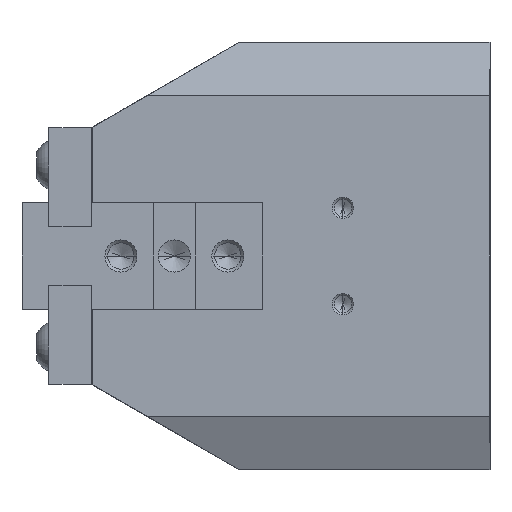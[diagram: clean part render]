
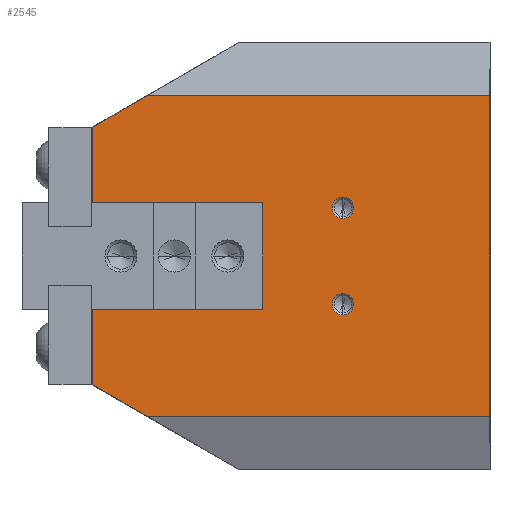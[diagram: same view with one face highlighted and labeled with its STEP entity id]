
A CAD part, left-side view. The second image highlights one B-rep face of the part: STEP entity #2545.
In plain terms, the highlighted planar face has unit normal (-1, 0, 0).
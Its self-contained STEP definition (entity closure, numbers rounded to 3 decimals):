
#1573 = EDGE_CURVE( '', #2721, #1915, #4556, .T. );
#1717 = VERTEX_POINT( '', #4722 );
#1719 = EDGE_CURVE( '', #2703, #4221, #4724, .T. );
#1915 = VERTEX_POINT( '', #4937 );
#1923 = VERTEX_POINT( '', #4945 );
#2325 = EDGE_CURVE( '', #2699, #2747, #5400, .T. );
#2545 = ADVANCED_FACE( '', ( #5643, #5644, #5645 ), #5646, .T. );
#2581 = EDGE_CURVE( '', #1923, #3605, #5686, .T. );
#2591 = VERTEX_POINT( '', #5698 );
#2599 = EDGE_CURVE( '', #4221, #1717, #5706, .T. );
#2653 = EDGE_CURVE( '', #1923, #3289, #5764, .T. );
#2669 = VERTEX_POINT( '', #5781 );
#2699 = VERTEX_POINT( '', #5816 );
#2703 = VERTEX_POINT( '', #5821 );
#2721 = VERTEX_POINT( '', #5842 );
#2747 = VERTEX_POINT( '', #5872 );
#2817 = EDGE_CURVE( '', #3059, #3289, #5951, .T. );
#2835 = EDGE_CURVE( '', #1915, #2721, #5972, .T. );
#3059 = VERTEX_POINT( '', #6226 );
#3289 = VERTEX_POINT( '', #6479 );
#3495 = VERTEX_POINT( '', #6703 );
#3605 = VERTEX_POINT( '', #6830 );
#3711 = EDGE_CURVE( '', #3605, #3495, #6946, .T. );
#4039 = EDGE_CURVE( '', #3495, #2591, #7306, .T. );
#4219 = EDGE_CURVE( '', #1717, #3059, #7509, .T. );
#4221 = VERTEX_POINT( '', #7511 );
#4237 = EDGE_CURVE( '', #2591, #2669, #7527, .T. );
#4377 = EDGE_CURVE( '', #2669, #2703, #7684, .T. );
#4415 = EDGE_CURVE( '', #2747, #2699, #7724, .T. );
#4556 = CIRCLE( '', #7891, 2. );
#4722 = CARTESIAN_POINT( '', ( -49.5, 74.4, -10. ) );
#4724 = LINE( '', #8124, #8125 );
#4937 = CARTESIAN_POINT( '', ( -49.5, 27.5, -11. ) );
#4945 = CARTESIAN_POINT( '', ( -49.5, 0., -30. ) );
#5400 = CIRCLE( '', #9044, 2. );
#5643 = FACE_OUTER_BOUND( '', #9389, .T. );
#5644 = FACE_BOUND( '', #9390, .T. );
#5645 = FACE_BOUND( '', #9391, .T. );
#5646 = PLANE( '', #9392 );
#5686 = LINE( '', #9444, #9445 );
#5698 = CARTESIAN_POINT( '', ( -49.5, 74.4, 24.058 ) );
#5706 = LINE( '', #9472, #9473 );
#5764 = LINE( '', #9552, #9553 );
#5781 = CARTESIAN_POINT( '', ( -49.5, 74.4, 10. ) );
#5816 = CARTESIAN_POINT( '', ( -49.5, 27.5, 7. ) );
#5821 = CARTESIAN_POINT( '', ( -49.5, 42.5, 10. ) );
#5842 = CARTESIAN_POINT( '', ( -49.5, 27.5, -7. ) );
#5872 = CARTESIAN_POINT( '', ( -49.5, 27.5, 11. ) );
#5951 = LINE( '', #9794, #9795 );
#5972 = CIRCLE( '', #9821, 2. );
#6226 = CARTESIAN_POINT( '', ( -49.5, 74.4, -24.058 ) );
#6479 = CARTESIAN_POINT( '', ( -49.5, 64.108, -30. ) );
#6703 = CARTESIAN_POINT( '', ( -49.5, 64.108, 30. ) );
#6830 = CARTESIAN_POINT( '', ( -49.5, 0., 30. ) );
#6946 = LINE( '', #11157, #11158 );
#7306 = LINE( '', #11663, #11664 );
#7509 = LINE( '', #11941, #11942 );
#7511 = CARTESIAN_POINT( '', ( -49.5, 42.5, -10. ) );
#7527 = LINE( '', #11967, #11968 );
#7684 = LINE( '', #12191, #12192 );
#7724 = CIRCLE( '', #12255, 2. );
#7891 = AXIS2_PLACEMENT_3D( '', #12415, #12416, #12417 );
#8124 = CARTESIAN_POINT( '', ( -49.5, 42.5, 20. ) );
#8125 = VECTOR( '', #12637, 1. );
#9044 = AXIS2_PLACEMENT_3D( '', #13409, #13410, #13411 );
#9389 = EDGE_LOOP( '', ( #13690, #13691, #13692, #13693, #13694, #13695, #13696, #13697, #13698, #13699 ) );
#9390 = EDGE_LOOP( '', ( #13700, #13701 ) );
#9391 = EDGE_LOOP( '', ( #13702, #13703 ) );
#9392 = AXIS2_PLACEMENT_3D( '', #13704, #13705, #13706 );
#9444 = CARTESIAN_POINT( '', ( -49.5, 0., -30. ) );
#9445 = VECTOR( '', #13756, 1. );
#9472 = CARTESIAN_POINT( '', ( -49.5, 21.25, -10. ) );
#9473 = VECTOR( '', #13783, 1. );
#9552 = CARTESIAN_POINT( '', ( -49.5, 0., -30. ) );
#9553 = VECTOR( '', #13835, 1. );
#9794 = CARTESIAN_POINT( '', ( -49.5, 58.254, -33.38 ) );
#9795 = VECTOR( '', #14059, 1. );
#9821 = AXIS2_PLACEMENT_3D( '', #14087, #14088, #14089 );
#11157 = CARTESIAN_POINT( '', ( -49.5, 0., 30. ) );
#11158 = VECTOR( '', #15117, 1. );
#11663 = CARTESIAN_POINT( '', ( -49.5, 31.407, 48.88 ) );
#11664 = VECTOR( '', #15498, 1. );
#11941 = CARTESIAN_POINT( '', ( -49.5, 74.4, 27.5 ) );
#11942 = VECTOR( '', #15752, 1. );
#11967 = CARTESIAN_POINT( '', ( -49.5, 74.4, 27.5 ) );
#11968 = VECTOR( '', #15756, 1. );
#12191 = CARTESIAN_POINT( '', ( -49.5, 37.25, 10. ) );
#12192 = VECTOR( '', #15959, 1. );
#12255 = AXIS2_PLACEMENT_3D( '', #16001, #16002, #16003 );
#12415 = CARTESIAN_POINT( '', ( -49.5, 27.5, -9. ) );
#12416 = DIRECTION( '', ( 1., 0., 0. ) );
#12417 = DIRECTION( '', ( 0., 0., -1. ) );
#12637 = DIRECTION( '', ( 0., 0., -1. ) );
#13409 = CARTESIAN_POINT( '', ( -49.5, 27.5, 9. ) );
#13410 = DIRECTION( '', ( 1., 0., 0. ) );
#13411 = DIRECTION( '', ( 0., 0., -1. ) );
#13690 = ORIENTED_EDGE( '', *, *, #4219, .T. );
#13691 = ORIENTED_EDGE( '', *, *, #2817, .T. );
#13692 = ORIENTED_EDGE( '', *, *, #2653, .F. );
#13693 = ORIENTED_EDGE( '', *, *, #2581, .T. );
#13694 = ORIENTED_EDGE( '', *, *, #3711, .T. );
#13695 = ORIENTED_EDGE( '', *, *, #4039, .T. );
#13696 = ORIENTED_EDGE( '', *, *, #4237, .T. );
#13697 = ORIENTED_EDGE( '', *, *, #4377, .T. );
#13698 = ORIENTED_EDGE( '', *, *, #1719, .T. );
#13699 = ORIENTED_EDGE( '', *, *, #2599, .T. );
#13700 = ORIENTED_EDGE( '', *, *, #2325, .T. );
#13701 = ORIENTED_EDGE( '', *, *, #4415, .T. );
#13702 = ORIENTED_EDGE( '', *, *, #2835, .T. );
#13703 = ORIENTED_EDGE( '', *, *, #1573, .T. );
#13704 = CARTESIAN_POINT( '', ( -49.5, 0., 30. ) );
#13705 = DIRECTION( '', ( -1., 0., 0. ) );
#13706 = DIRECTION( '', ( 0., 0., 1. ) );
#13756 = DIRECTION( '', ( 0., 0., 1. ) );
#13783 = DIRECTION( '', ( 0., 1., 0. ) );
#13835 = DIRECTION( '', ( 0., 1., 0. ) );
#14059 = DIRECTION( '', ( 0., -0.866, -0.5 ) );
#14087 = CARTESIAN_POINT( '', ( -49.5, 27.5, -9. ) );
#14088 = DIRECTION( '', ( 1., 0., 0. ) );
#14089 = DIRECTION( '', ( 0., 0., -1. ) );
#15117 = DIRECTION( '', ( 0., 1., 0. ) );
#15498 = DIRECTION( '', ( 0., 0.866, -0.5 ) );
#15752 = DIRECTION( '', ( 0., 0., -1. ) );
#15756 = DIRECTION( '', ( 0., 0., -1. ) );
#15959 = DIRECTION( '', ( 0., -1., 0. ) );
#16001 = CARTESIAN_POINT( '', ( -49.5, 27.5, 9. ) );
#16002 = DIRECTION( '', ( 1., 0., 0. ) );
#16003 = DIRECTION( '', ( 0., 0., -1. ) );
